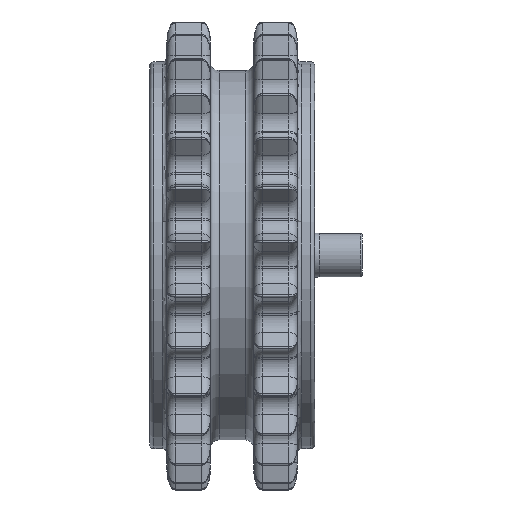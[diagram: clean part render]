
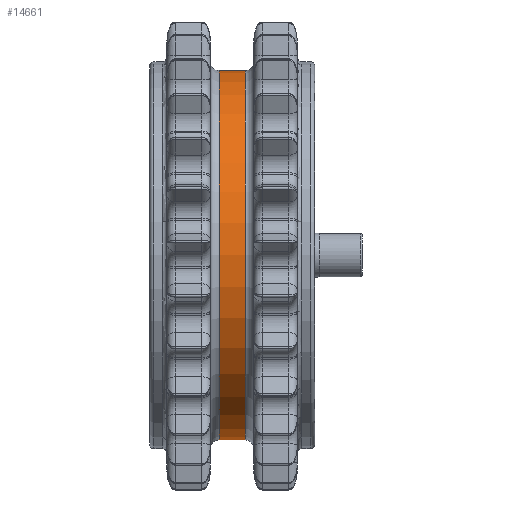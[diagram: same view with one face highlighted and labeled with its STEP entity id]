
A CAD part, left-side view. The second image highlights one B-rep face of the part: STEP entity #14661.
In plain terms, the highlighted cylindrical face has radius 42.5 mm (diameter 85 mm), a partial arc.
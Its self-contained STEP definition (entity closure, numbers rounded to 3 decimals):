
#159 = DIRECTION ( 'NONE',  ( 0., 0., 1. ) ) ;
#3919 = ORIENTED_EDGE ( 'NONE', *, *, #35257, .F. ) ;
#6221 = CARTESIAN_POINT ( 'NONE',  ( 0., 12., 42.5 ) ) ;
#6961 = CARTESIAN_POINT ( 'NONE',  ( 0., 18., 42.5 ) ) ;
#8328 = CIRCLE ( 'NONE', #35917, 42.5 ) ;
#8566 = DIRECTION ( 'NONE',  ( 0., -1., 0. ) ) ;
#9133 = CIRCLE ( 'NONE', #38730, 42.5 ) ;
#9151 = CYLINDRICAL_SURFACE ( 'NONE', #39244, 42.5 ) ;
#9464 = VECTOR ( 'NONE', #8566, 1000. ) ;
#14661 = ADVANCED_FACE ( 'NONE', ( #25163 ), #9151, .T. ) ;
#15585 = DIRECTION ( 'NONE',  ( 0., -1., 0. ) ) ;
#15700 = DIRECTION ( 'NONE',  ( 0., -1., 0. ) ) ;
#17369 = VECTOR ( 'NONE', #15585, 1000. ) ;
#18068 = CARTESIAN_POINT ( 'NONE',  ( 0., 20., 42.5 ) ) ;
#18846 = ORIENTED_EDGE ( 'NONE', *, *, #29210, .T. ) ;
#19035 = VERTEX_POINT ( 'NONE', #6961 ) ;
#21312 = CARTESIAN_POINT ( 'NONE',  ( 0., 18., 0. ) ) ;
#21613 = VERTEX_POINT ( 'NONE', #22505 ) ;
#22357 = ORIENTED_EDGE ( 'NONE', *, *, #27808, .T. ) ;
#22505 = CARTESIAN_POINT ( 'NONE',  ( 0., 12., -42.5 ) ) ;
#22766 = EDGE_CURVE ( 'NONE', #23468, #21613, #38332, .T. ) ;
#23468 = VERTEX_POINT ( 'NONE', #27931 ) ;
#25163 = FACE_OUTER_BOUND ( 'NONE', #28057, .T. ) ;
#25978 = LINE ( 'NONE', #18068, #9464 ) ;
#26546 = VERTEX_POINT ( 'NONE', #6221 ) ;
#27448 = ORIENTED_EDGE ( 'NONE', *, *, #22766, .T. ) ;
#27808 = EDGE_CURVE ( 'NONE', #21613, #26546, #8328, .T. ) ;
#27931 = CARTESIAN_POINT ( 'NONE',  ( 0., 18., -42.5 ) ) ;
#28057 = EDGE_LOOP ( 'NONE', ( #3919, #18846, #27448, #22357 ) ) ;
#28266 = DIRECTION ( 'NONE',  ( 0., -1., 0. ) ) ;
#28439 = CARTESIAN_POINT ( 'NONE',  ( 0., 20., -42.5 ) ) ;
#29075 = DIRECTION ( 'NONE',  ( 0., 1., 0. ) ) ;
#29210 = EDGE_CURVE ( 'NONE', #19035, #23468, #9133, .T. ) ;
#31667 = CARTESIAN_POINT ( 'NONE',  ( 0., 12., 0. ) ) ;
#35257 = EDGE_CURVE ( 'NONE', #19035, #26546, #25978, .T. ) ;
#35917 = AXIS2_PLACEMENT_3D ( 'NONE', #31667, #29075, #159 ) ;
#37541 = DIRECTION ( 'NONE',  ( 0., 0., 1. ) ) ;
#38038 = CARTESIAN_POINT ( 'NONE',  ( 0., 20., 0. ) ) ;
#38332 = LINE ( 'NONE', #28439, #17369 ) ;
#38730 = AXIS2_PLACEMENT_3D ( 'NONE', #21312, #28266, #37541 ) ;
#39244 = AXIS2_PLACEMENT_3D ( 'NONE', #38038, #15700, #41197 ) ;
#41197 = DIRECTION ( 'NONE',  ( 0., 0., -1. ) ) ;
